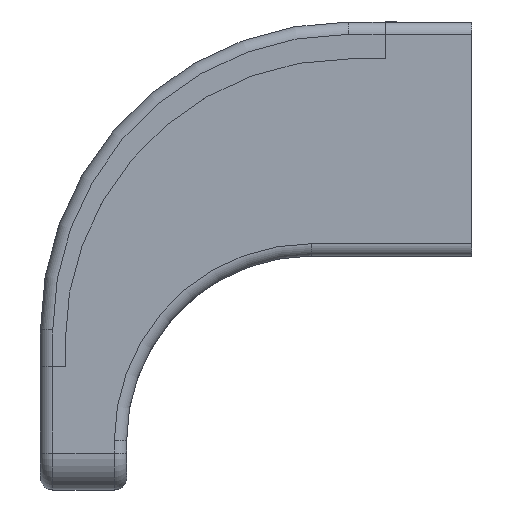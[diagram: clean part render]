
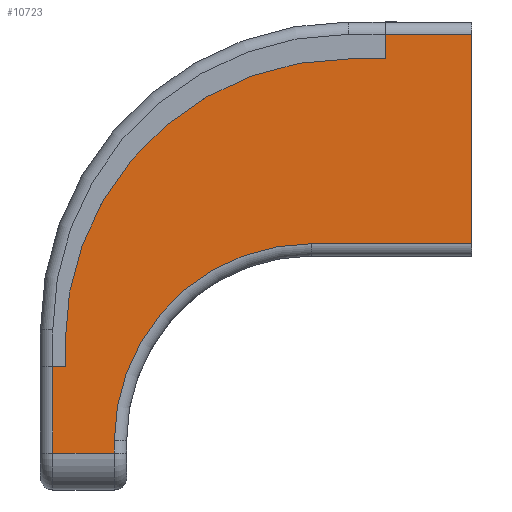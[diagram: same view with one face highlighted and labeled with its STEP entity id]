
A CAD part, left-side view. The second image highlights one B-rep face of the part: STEP entity #10723.
In plain terms, the highlighted planar face has unit normal (-1, 0, 0).
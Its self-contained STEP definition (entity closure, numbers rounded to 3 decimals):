
#2832 = FACE_OUTER_BOUND ( 'NONE', #11572, .T. ) ;
#3571 = CARTESIAN_POINT ( 'NONE',  ( -110., 10., -15.5 ) ) ;
#3576 = PLANE ( 'NONE',  #3800 ) ;
#3579 = DIRECTION ( 'NONE',  ( -1., 0., 0. ) ) ;
#3580 = DIRECTION ( 'NONE',  ( 0., 0., 1. ) ) ;
#3800 = AXIS2_PLACEMENT_3D ( 'NONE', #3571, #3579, #3580 ) ;
#6742 = AXIS2_PLACEMENT_3D ( 'NONE', #8717, #8718, #8719 ) ;
#6743 = AXIS2_PLACEMENT_3D ( 'NONE', #8726, #8727, #8728 ) ;
#8121 = LINE ( 'NONE', #8631, #8124 ) ;
#8124 = VECTOR ( 'NONE', #8632, 1000. ) ;
#8126 = LINE ( 'NONE', #8634, #8128 ) ;
#8128 = VECTOR ( 'NONE', #8633, 1000. ) ;
#8152 = LINE ( 'NONE', #8675, #8154 ) ;
#8154 = VECTOR ( 'NONE', #8670, 1000. ) ;
#8163 = LINE ( 'NONE', #8713, #8168 ) ;
#8165 = LINE ( 'NONE', #8690, #8166 ) ;
#8166 = VECTOR ( 'NONE', #8684, 1000. ) ;
#8167 = CIRCLE ( 'NONE', #6742, 23. ) ;
#8168 = VECTOR ( 'NONE', #8714, 1000. ) ;
#8169 = LINE ( 'NONE', #8708, #8171 ) ;
#8170 = LINE ( 'NONE', #8720, #8173 ) ;
#8171 = VECTOR ( 'NONE', #8709, 1000. ) ;
#8172 = LINE ( 'NONE', #8722, #8175 ) ;
#8173 = VECTOR ( 'NONE', #8721, 1000. ) ;
#8174 = LINE ( 'NONE', #8724, #8177 ) ;
#8175 = VECTOR ( 'NONE', #8723, 1000. ) ;
#8176 = CIRCLE ( 'NONE', #6743, 16. ) ;
#8177 = VECTOR ( 'NONE', #8725, 1000. ) ;
#8178 = LINE ( 'NONE', #8715, #8180 ) ;
#8180 = VECTOR ( 'NONE', #8716, 1000. ) ;
#8631 = CARTESIAN_POINT ( 'NONE',  ( -110., 10., 6.5 ) ) ;
#8632 = DIRECTION ( 'NONE',  ( 0., -1., 0. ) ) ;
#8633 = DIRECTION ( 'NONE',  ( 0., -1., 0. ) ) ;
#8634 = CARTESIAN_POINT ( 'NONE',  ( -110., 10., -18.5 ) ) ;
#8670 = DIRECTION ( 'NONE',  ( 0., 0., 1. ) ) ;
#8675 = CARTESIAN_POINT ( 'NONE',  ( -110., 0., -9.5 ) ) ;
#8684 = DIRECTION ( 'NONE',  ( 0., 1., 0. ) ) ;
#8690 = CARTESIAN_POINT ( 'NONE',  ( -110., 7., 8.5 ) ) ;
#8708 = CARTESIAN_POINT ( 'NONE',  ( -110., 33., -15.5 ) ) ;
#8709 = DIRECTION ( 'NONE',  ( 0., 0., 1. ) ) ;
#8713 = CARTESIAN_POINT ( 'NONE',  ( -110., 7., -15.5 ) ) ;
#8714 = DIRECTION ( 'NONE',  ( 0., 0., 1. ) ) ;
#8715 = CARTESIAN_POINT ( 'NONE',  ( -110., 0., -8.5 ) ) ;
#8716 = DIRECTION ( 'NONE',  ( 0., -1., 0. ) ) ;
#8717 = CARTESIAN_POINT ( 'NONE',  ( -110., 10., -16.5 ) ) ;
#8718 = DIRECTION ( 'NONE',  ( 1., 0., 0. ) ) ;
#8719 = DIRECTION ( 'NONE',  ( 0., 0., 1. ) ) ;
#8720 = CARTESIAN_POINT ( 'NONE',  ( -110., 34., -25.5 ) ) ;
#8721 = DIRECTION ( 'NONE',  ( 0., 0., -1. ) ) ;
#8722 = CARTESIAN_POINT ( 'NONE',  ( -110., 28., -25.5 ) ) ;
#8723 = DIRECTION ( 'NONE',  ( 0., -1., 0. ) ) ;
#8724 = CARTESIAN_POINT ( 'NONE',  ( -110., 29., -24.5 ) ) ;
#8725 = DIRECTION ( 'NONE',  ( 0., 0., 1. ) ) ;
#8726 = CARTESIAN_POINT ( 'NONE',  ( -110., 13., -24.5 ) ) ;
#8727 = DIRECTION ( 'NONE',  ( 1., 0., 0. ) ) ;
#8728 = DIRECTION ( 'NONE',  ( 0., 0., 1. ) ) ;
#9436 = CARTESIAN_POINT ( 'NONE',  ( -110., 0., -8.5 ) ) ;
#9437 = CARTESIAN_POINT ( 'NONE',  ( -110., 34., -18.5 ) ) ;
#9438 = CARTESIAN_POINT ( 'NONE',  ( -110., 7., 6.5 ) ) ;
#9439 = CARTESIAN_POINT ( 'NONE',  ( -110., 10., 6.5 ) ) ;
#9441 = CARTESIAN_POINT ( 'NONE',  ( -110., 33., -18.5 ) ) ;
#9454 = CARTESIAN_POINT ( 'NONE',  ( -110., 0., 8.5 ) ) ;
#9719 = CARTESIAN_POINT ( 'NONE',  ( -110., 33., -16.5 ) ) ;
#9722 = CARTESIAN_POINT ( 'NONE',  ( -110., 7., 8.5 ) ) ;
#9723 = CARTESIAN_POINT ( 'NONE',  ( -110., 34., -25.5 ) ) ;
#9725 = CARTESIAN_POINT ( 'NONE',  ( -110., 29., -25.5 ) ) ;
#9726 = CARTESIAN_POINT ( 'NONE',  ( -110., 29., -24.5 ) ) ;
#9727 = CARTESIAN_POINT ( 'NONE',  ( -110., 13., -8.5 ) ) ;
#10723 = ADVANCED_FACE ( 'NONE', ( #2832 ), #3576, .T. ) ;
#11572 = EDGE_LOOP ( 'NONE', ( #13962, #13963, #13964, #13965, #13966, #13967, #13968, #13969, #13970, #13971, #13972, #13973 ) ) ;
#13601 = EDGE_CURVE ( 'NONE', #14055, #14054, #8121, .T. ) ;
#13604 = EDGE_CURVE ( 'NONE', #14053, #14057, #8126, .T. ) ;
#13620 = EDGE_CURVE ( 'NONE', #14052, #14070, #8152, .T. ) ;
#13629 = EDGE_CURVE ( 'NONE', #14070, #14075, #8165, .T. ) ;
#13630 = EDGE_CURVE ( 'NONE', #14054, #14075, #8163, .T. ) ;
#13631 = EDGE_CURVE ( 'NONE', #14072, #14055, #8167, .T. ) ;
#13632 = EDGE_CURVE ( 'NONE', #14057, #14072, #8169, .T. ) ;
#13633 = EDGE_CURVE ( 'NONE', #14053, #14076, #8170, .T. ) ;
#13634 = EDGE_CURVE ( 'NONE', #14076, #14078, #8172, .T. ) ;
#13635 = EDGE_CURVE ( 'NONE', #14078, #14079, #8174, .T. ) ;
#13636 = EDGE_CURVE ( 'NONE', #14079, #14080, #8176, .T. ) ;
#13637 = EDGE_CURVE ( 'NONE', #14080, #14052, #8178, .T. ) ;
#13962 = ORIENTED_EDGE ( 'NONE', *, *, #13620, .T. ) ;
#13963 = ORIENTED_EDGE ( 'NONE', *, *, #13629, .T. ) ;
#13964 = ORIENTED_EDGE ( 'NONE', *, *, #13630, .F. ) ;
#13965 = ORIENTED_EDGE ( 'NONE', *, *, #13601, .F. ) ;
#13966 = ORIENTED_EDGE ( 'NONE', *, *, #13631, .F. ) ;
#13967 = ORIENTED_EDGE ( 'NONE', *, *, #13632, .F. ) ;
#13968 = ORIENTED_EDGE ( 'NONE', *, *, #13604, .F. ) ;
#13969 = ORIENTED_EDGE ( 'NONE', *, *, #13633, .T. ) ;
#13970 = ORIENTED_EDGE ( 'NONE', *, *, #13634, .T. ) ;
#13971 = ORIENTED_EDGE ( 'NONE', *, *, #13635, .T. ) ;
#13972 = ORIENTED_EDGE ( 'NONE', *, *, #13636, .T. ) ;
#13973 = ORIENTED_EDGE ( 'NONE', *, *, #13637, .T. ) ;
#14052 = VERTEX_POINT ( 'NONE', #9436 ) ;
#14053 = VERTEX_POINT ( 'NONE', #9437 ) ;
#14054 = VERTEX_POINT ( 'NONE', #9438 ) ;
#14055 = VERTEX_POINT ( 'NONE', #9439 ) ;
#14057 = VERTEX_POINT ( 'NONE', #9441 ) ;
#14070 = VERTEX_POINT ( 'NONE', #9454 ) ;
#14072 = VERTEX_POINT ( 'NONE', #9719 ) ;
#14075 = VERTEX_POINT ( 'NONE', #9722 ) ;
#14076 = VERTEX_POINT ( 'NONE', #9723 ) ;
#14078 = VERTEX_POINT ( 'NONE', #9725 ) ;
#14079 = VERTEX_POINT ( 'NONE', #9726 ) ;
#14080 = VERTEX_POINT ( 'NONE', #9727 ) ;
